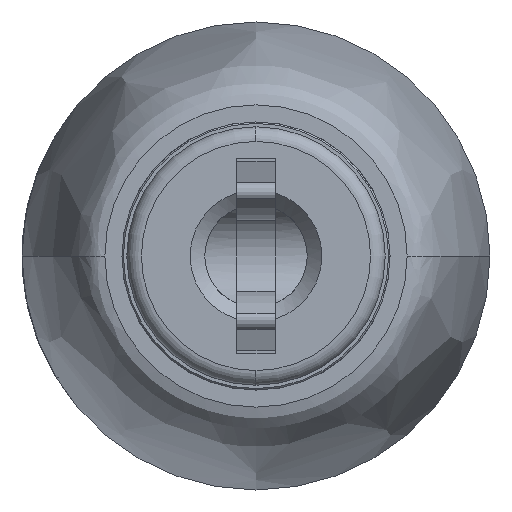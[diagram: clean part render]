
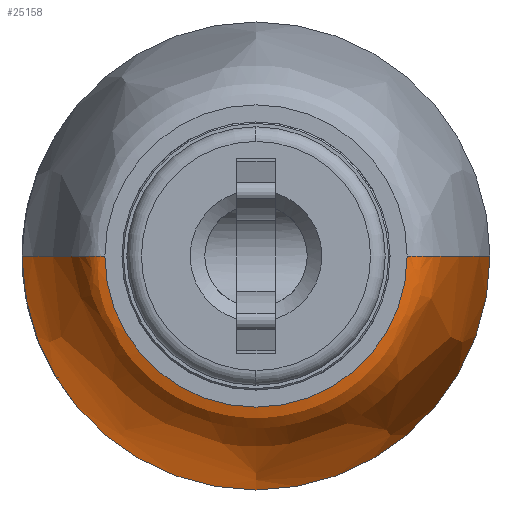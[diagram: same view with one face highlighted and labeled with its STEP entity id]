
A CAD part, left-side view. The second image highlights one B-rep face of the part: STEP entity #25158.
In plain terms, the highlighted free-form (B-spline) face has degree [3, 3] with [6, 4] control points.
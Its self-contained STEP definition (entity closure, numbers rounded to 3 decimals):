
#318 = CARTESIAN_POINT ( 'NONE',  ( 13.822, 4.8, 0. ) ) ;
#2956 = CARTESIAN_POINT ( 'NONE',  ( 10.153, -4.759, 0. ) ) ;
#5069 = CARTESIAN_POINT ( 'NONE',  ( 4.822, 3.1, 0. ) ) ;
#5142 = CARTESIAN_POINT ( 'NONE',  ( 13.822, -4.8, 0. ) ) ;
#6001 = CARTESIAN_POINT ( 'NONE',  ( 13.398, -4.8, 0. ) ) ;
#7775 = CIRCLE ( 'NONE', #25181, 4.8 ) ;
#8243 = CARTESIAN_POINT ( 'NONE',  ( 4.822, -3.71, 0. ) ) ;
#8504 = CARTESIAN_POINT ( 'NONE',  ( 6.753, 4.294, 0. ) ) ;
#8622 = CARTESIAN_POINT ( 'NONE',  ( 4.822, -3.1, 0. ) ) ;
#8743 = CARTESIAN_POINT ( 'NONE',  ( 13.398, -4.8, -9.6 ) ) ;
#8847 = CARTESIAN_POINT ( 'NONE',  ( 4.822, 3.71, 0. ) ) ;
#11139 = DIRECTION ( 'NONE',  ( -1., 0., 0. ) ) ;
#11268 = CARTESIAN_POINT ( 'NONE',  ( 10.153, 4.759, -9.518 ) ) ;
#11352 = CARTESIAN_POINT ( 'NONE',  ( 6.753, -4.294, 0. ) ) ;
#11421 = CARTESIAN_POINT ( 'NONE',  ( 13.822, 0., -4.8 ) ) ;
#11625 = CARTESIAN_POINT ( 'NONE',  ( 4.822, -3.1, 0. ) ) ;
#11813 = B_SPLINE_CURVE_WITH_KNOTS ( 'NONE', 3,
 ( #318, #16768, #30535, #30647, #14252, #33313 ),
 .UNSPECIFIED., .F., .F.,
 ( 4, 1, 1, 4 ),
 ( 0., 0.429, 0.529, 1. ),
 .UNSPECIFIED. ) ;
#12126 = DIRECTION ( 'NONE',  ( 0., 0., 1. ) ) ;
#12209 = B_SPLINE_CURVE_WITH_KNOTS ( 'NONE', 3,
 ( #24941, #30302, #2956, #11352, #8243, #27423 ),
 .UNSPECIFIED., .F., .F.,
 ( 4, 1, 1, 4 ),
 ( 0., 0.429, 0.529, 1. ),
 .UNSPECIFIED. ) ;
#12439 = VERTEX_POINT ( 'NONE', #35396 ) ;
#13695 = ORIENTED_EDGE ( 'NONE', *, *, #15352, .T. ) ;
#13909 = DIRECTION ( 'NONE',  ( 0., 0., 1. ) ) ;
#13919 = CARTESIAN_POINT ( 'NONE',  ( 10.153, 4.759, 0. ) ) ;
#14037 = CARTESIAN_POINT ( 'NONE',  ( 6.753, -4.294, 0. ) ) ;
#14064 = ORIENTED_EDGE ( 'NONE', *, *, #21010, .T. ) ;
#14252 = CARTESIAN_POINT ( 'NONE',  ( 4.822, 3.71, 0. ) ) ;
#14350 = AXIS2_PLACEMENT_3D ( 'NONE', #31538, #15123, #12126 ) ;
#14865 = DIRECTION ( 'NONE',  ( 0., 0., 1. ) ) ;
#14907 =( BOUNDED_SURFACE ( )  B_SPLINE_SURFACE ( 3, 3, ( 
 ( #16435, #16554, #25197, #30450 ),
 ( #27580, #16909, #8743, #6001 ),
 ( #13919, #11268, #25315, #30792 ),
 ( #8504, #17020, #33108, #14037 ),
 ( #8847, #22544, #19784, #33231 ),
 ( #27931, #27691, #30563, #11625 ) ),
 .UNSPECIFIED., .F., .F., .F. ) 
 B_SPLINE_SURFACE_WITH_KNOTS ( ( 4, 1, 1, 4 ),
 ( 4, 4 ),
 ( 0., 0.429, 0.529, 1. ),
 ( 0., 1. ),
 .UNSPECIFIED. ) 
 GEOMETRIC_REPRESENTATION_ITEM ( )  RATIONAL_B_SPLINE_SURFACE ( (
 ( 1., 0.333, 0.333, 1.),
 ( 1., 0.333, 0.333, 1.),
 ( 1., 0.333, 0.333, 1.),
 ( 1., 0.333, 0.333, 1.),
 ( 1., 0.333, 0.333, 1.),
 ( 1., 0.333, 0.333, 1.) ) ) 
 REPRESENTATION_ITEM ( '' )  SURFACE ( )  );
#15054 = VERTEX_POINT ( 'NONE', #5069 ) ;
#15123 = DIRECTION ( 'NONE',  ( -1., 0., 0. ) ) ;
#15352 = EDGE_CURVE ( 'NONE', #24761, #16459, #29170, .T. ) ;
#16435 = CARTESIAN_POINT ( 'NONE',  ( 13.822, 4.8, 0. ) ) ;
#16459 = VERTEX_POINT ( 'NONE', #5142 ) ;
#16554 = CARTESIAN_POINT ( 'NONE',  ( 13.822, 4.8, -9.6 ) ) ;
#16768 = CARTESIAN_POINT ( 'NONE',  ( 13.398, 4.8, 0. ) ) ;
#16909 = CARTESIAN_POINT ( 'NONE',  ( 13.398, 4.8, -9.6 ) ) ;
#17020 = CARTESIAN_POINT ( 'NONE',  ( 6.753, 4.294, -8.588 ) ) ;
#17313 = EDGE_CURVE ( 'NONE', #15054, #21055, #22569, .T. ) ;
#17645 = EDGE_CURVE ( 'NONE', #16459, #21055, #12209, .T. ) ;
#17665 = EDGE_LOOP ( 'NONE', ( #13695, #18259, #28802, #32282, #14064 ) ) ;
#18259 = ORIENTED_EDGE ( 'NONE', *, *, #17645, .T. ) ;
#19784 = CARTESIAN_POINT ( 'NONE',  ( 4.822, -3.71, -7.421 ) ) ;
#21010 = EDGE_CURVE ( 'NONE', #12439, #24761, #7775, .T. ) ;
#21055 = VERTEX_POINT ( 'NONE', #8622 ) ;
#22430 = CARTESIAN_POINT ( 'NONE',  ( 13.822, 0., 0. ) ) ;
#22544 = CARTESIAN_POINT ( 'NONE',  ( 4.822, 3.71, -7.421 ) ) ;
#22569 = CIRCLE ( 'NONE', #31133, 3.1 ) ;
#23020 = DIRECTION ( 'NONE',  ( -1., 0., 0. ) ) ;
#23926 = FACE_OUTER_BOUND ( 'NONE', #17665, .T. ) ;
#24761 = VERTEX_POINT ( 'NONE', #11421 ) ;
#24941 = CARTESIAN_POINT ( 'NONE',  ( 13.822, -4.8, 0. ) ) ;
#25158 = ADVANCED_FACE ( 'NONE', ( #23926 ), #14907, .F. ) ;
#25181 = AXIS2_PLACEMENT_3D ( 'NONE', #22430, #11139, #13909 ) ;
#25197 = CARTESIAN_POINT ( 'NONE',  ( 13.822, -4.8, -9.6 ) ) ;
#25315 = CARTESIAN_POINT ( 'NONE',  ( 10.153, -4.759, -9.518 ) ) ;
#27423 = CARTESIAN_POINT ( 'NONE',  ( 4.822, -3.1, 0. ) ) ;
#27580 = CARTESIAN_POINT ( 'NONE',  ( 13.398, 4.8, 0. ) ) ;
#27691 = CARTESIAN_POINT ( 'NONE',  ( 4.822, 3.1, -6.2 ) ) ;
#27931 = CARTESIAN_POINT ( 'NONE',  ( 4.822, 3.1, 0. ) ) ;
#28137 = EDGE_CURVE ( 'NONE', #12439, #15054, #11813, .T. ) ;
#28802 = ORIENTED_EDGE ( 'NONE', *, *, #17313, .F. ) ;
#29170 = CIRCLE ( 'NONE', #14350, 4.8 ) ;
#30302 = CARTESIAN_POINT ( 'NONE',  ( 13.398, -4.8, 0. ) ) ;
#30450 = CARTESIAN_POINT ( 'NONE',  ( 13.822, -4.8, 0. ) ) ;
#30535 = CARTESIAN_POINT ( 'NONE',  ( 10.153, 4.759, 0. ) ) ;
#30563 = CARTESIAN_POINT ( 'NONE',  ( 4.822, -3.1, -6.2 ) ) ;
#30647 = CARTESIAN_POINT ( 'NONE',  ( 6.753, 4.294, 0. ) ) ;
#30792 = CARTESIAN_POINT ( 'NONE',  ( 10.153, -4.759, 0. ) ) ;
#31133 = AXIS2_PLACEMENT_3D ( 'NONE', #33828, #23020, #14865 ) ;
#31538 = CARTESIAN_POINT ( 'NONE',  ( 13.822, 0., 0. ) ) ;
#32282 = ORIENTED_EDGE ( 'NONE', *, *, #28137, .F. ) ;
#33108 = CARTESIAN_POINT ( 'NONE',  ( 6.753, -4.294, -8.588 ) ) ;
#33231 = CARTESIAN_POINT ( 'NONE',  ( 4.822, -3.71, 0. ) ) ;
#33313 = CARTESIAN_POINT ( 'NONE',  ( 4.822, 3.1, 0. ) ) ;
#33828 = CARTESIAN_POINT ( 'NONE',  ( 4.822, 0., 0. ) ) ;
#35396 = CARTESIAN_POINT ( 'NONE',  ( 13.822, 4.8, 0. ) ) ;
